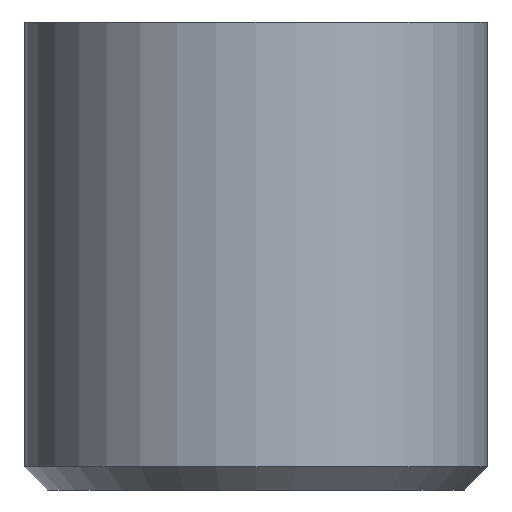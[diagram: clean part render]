
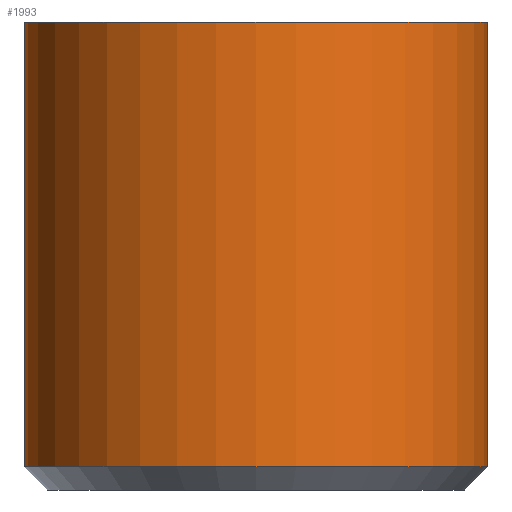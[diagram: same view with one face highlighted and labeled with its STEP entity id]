
A CAD part, left-side view. The second image highlights one B-rep face of the part: STEP entity #1993.
In plain terms, the highlighted cylindrical face has radius 5 mm (diameter 10 mm), a full revolution.
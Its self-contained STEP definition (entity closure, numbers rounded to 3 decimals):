
#158=CARTESIAN_POINT('',(-3.591,27.8,-20.4));
#159=VERTEX_POINT('',#158);
#166=CARTESIAN_POINT('',(-3.591,27.8,-21.9));
#167=VERTEX_POINT('',#166);
#168=CARTESIAN_POINT('',(-3.591,27.8,-20.4));
#169=DIRECTION('',(-0.,0.,-1.));
#170=VECTOR('',#169,1.5);
#171=LINE('',#168,#170);
#172=EDGE_CURVE('',#159,#167,#171,.T.);
#196=CARTESIAN_POINT('',(-3.611,29.8,-21.9));
#197=VERTEX_POINT('',#196);
#198=CARTESIAN_POINT('',(-8.5,28.75,-21.9));
#199=DIRECTION('',(-0.,0.,-1.));
#200=DIRECTION('',(0.,-1.,-0.));
#201=AXIS2_PLACEMENT_3D('',#198,#199,#200);
#202=CIRCLE('',#201,5.);
#203=EDGE_CURVE('',#197,#167,#202,.T.);
#236=CARTESIAN_POINT('',(-3.611,29.8,-20.4));
#237=VERTEX_POINT('',#236);
#238=CARTESIAN_POINT('',(-3.611,29.8,-21.9));
#239=DIRECTION('',(0.,-0.,1.));
#240=VECTOR('',#239,1.5);
#241=LINE('',#238,#240);
#242=EDGE_CURVE('',#197,#237,#241,.T.);
#267=CARTESIAN_POINT('',(-8.5,28.75,-20.4));
#268=DIRECTION('',(-0.,0.,-1.));
#269=DIRECTION('',(0.,-1.,-0.));
#270=AXIS2_PLACEMENT_3D('',#267,#268,#269);
#271=CIRCLE('',#270,5.);
#272=EDGE_CURVE('',#237,#159,#271,.T.);
#1901=CARTESIAN_POINT('',(-8.5,28.75,-29.4));
#1902=DIRECTION('',(0.,-0.,1.));
#1903=DIRECTION('',(0.,-1.,-0.));
#1904=AXIS2_PLACEMENT_3D('',#1901,#1902,#1903);
#1905=CYLINDRICAL_SURFACE('',#1904,5.);
#1906=CARTESIAN_POINT('',(-8.5,23.75,-17.9));
#1907=VERTEX_POINT('',#1906);
#1908=CARTESIAN_POINT('',(-8.5,23.75,-27.5));
#1909=VERTEX_POINT('',#1908);
#1910=CARTESIAN_POINT('',(-8.5,23.75,-17.9));
#1911=DIRECTION('',(-0.,0.,-1.));
#1912=VECTOR('',#1911,9.6);
#1913=LINE('',#1910,#1912);
#1914=EDGE_CURVE('',#1907,#1909,#1913,.T.);
#1915=ORIENTED_EDGE('',*,*,#1914,.T.);
#1916=CARTESIAN_POINT('',(-8.5,33.75,-27.5));
#1917=VERTEX_POINT('',#1916);
#1918=CARTESIAN_POINT('',(-8.5,28.75,-27.5));
#1919=DIRECTION('',(-0.,-0.,1.));
#1920=DIRECTION('',(0.,1.,0.));
#1921=AXIS2_PLACEMENT_3D('',#1918,#1919,#1920);
#1922=CIRCLE('',#1921,5.);
#1923=EDGE_CURVE('',#1909,#1917,#1922,.T.);
#1924=ORIENTED_EDGE('',*,*,#1923,.T.);
#1925=CARTESIAN_POINT('',(-8.5,28.75,-27.5));
#1926=DIRECTION('',(-0.,-0.,1.));
#1927=DIRECTION('',(0.,1.,0.));
#1928=AXIS2_PLACEMENT_3D('',#1925,#1926,#1927);
#1929=CIRCLE('',#1928,5.);
#1930=EDGE_CURVE('',#1917,#1909,#1929,.T.);
#1931=ORIENTED_EDGE('',*,*,#1930,.T.);
#1932=ORIENTED_EDGE('',*,*,#1914,.F.);
#1933=CARTESIAN_POINT('',(-8.5,33.75,-17.9));
#1934=VERTEX_POINT('',#1933);
#1935=CARTESIAN_POINT('',(-8.5,28.75,-17.9));
#1936=DIRECTION('',(0.,0.,-1.));
#1937=DIRECTION('',(0.,1.,0.));
#1938=AXIS2_PLACEMENT_3D('',#1935,#1936,#1937);
#1939=CIRCLE('',#1938,5.);
#1940=EDGE_CURVE('',#1907,#1934,#1939,.T.);
#1941=ORIENTED_EDGE('',*,*,#1940,.T.);
#1942=CARTESIAN_POINT('',(-8.5,28.75,-17.9));
#1943=DIRECTION('',(0.,0.,-1.));
#1944=DIRECTION('',(0.,1.,0.));
#1945=AXIS2_PLACEMENT_3D('',#1942,#1943,#1944);
#1946=CIRCLE('',#1945,5.);
#1947=EDGE_CURVE('',#1934,#1907,#1946,.T.);
#1948=ORIENTED_EDGE('',*,*,#1947,.T.);
#1949=EDGE_LOOP('',(#1915,#1924,#1931,#1932,#1941,#1948));
#1950=FACE_BOUND('',#1949,.T.);
#1951=CARTESIAN_POINT('',(-3.591,27.8,-23.9));
#1952=VERTEX_POINT('',#1951);
#1953=CARTESIAN_POINT('',(-3.591,27.8,-25.4));
#1954=VERTEX_POINT('',#1953);
#1955=CARTESIAN_POINT('',(-3.591,27.8,-23.9));
#1956=DIRECTION('',(-0.,0.,-1.));
#1957=VECTOR('',#1956,1.5);
#1958=LINE('',#1955,#1957);
#1959=EDGE_CURVE('',#1952,#1954,#1958,.T.);
#1960=ORIENTED_EDGE('',*,*,#1959,.F.);
#1961=CARTESIAN_POINT('',(-3.611,29.8,-23.9));
#1962=VERTEX_POINT('',#1961);
#1963=CARTESIAN_POINT('',(-8.5,28.75,-23.9));
#1964=DIRECTION('',(-0.,0.,-1.));
#1965=DIRECTION('',(0.,-1.,-0.));
#1966=AXIS2_PLACEMENT_3D('',#1963,#1964,#1965);
#1967=CIRCLE('',#1966,5.);
#1968=EDGE_CURVE('',#1962,#1952,#1967,.T.);
#1969=ORIENTED_EDGE('',*,*,#1968,.F.);
#1970=CARTESIAN_POINT('',(-3.611,29.8,-25.4));
#1971=VERTEX_POINT('',#1970);
#1972=CARTESIAN_POINT('',(-3.611,29.8,-25.4));
#1973=DIRECTION('',(0.,-0.,1.));
#1974=VECTOR('',#1973,1.5);
#1975=LINE('',#1972,#1974);
#1976=EDGE_CURVE('',#1971,#1962,#1975,.T.);
#1977=ORIENTED_EDGE('',*,*,#1976,.F.);
#1978=CARTESIAN_POINT('',(-8.5,28.75,-25.4));
#1979=DIRECTION('',(-0.,0.,-1.));
#1980=DIRECTION('',(0.,-1.,-0.));
#1981=AXIS2_PLACEMENT_3D('',#1978,#1979,#1980);
#1982=CIRCLE('',#1981,5.);
#1983=EDGE_CURVE('',#1971,#1954,#1982,.T.);
#1984=ORIENTED_EDGE('',*,*,#1983,.T.);
#1985=EDGE_LOOP('',(#1960,#1969,#1977,#1984));
#1986=FACE_BOUND('',#1985,.T.);
#1987=ORIENTED_EDGE('',*,*,#203,.T.);
#1988=ORIENTED_EDGE('',*,*,#172,.F.);
#1989=ORIENTED_EDGE('',*,*,#272,.F.);
#1990=ORIENTED_EDGE('',*,*,#242,.F.);
#1991=EDGE_LOOP('',(#1987,#1988,#1989,#1990));
#1992=FACE_BOUND('',#1991,.T.);
#1993=ADVANCED_FACE('',(#1950,#1986,#1992),#1905,.T.);
